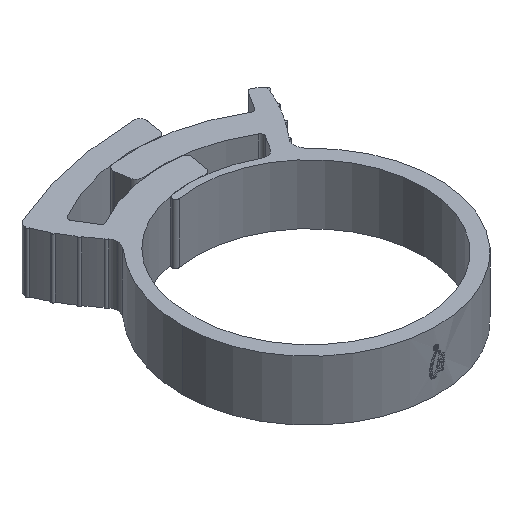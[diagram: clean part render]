
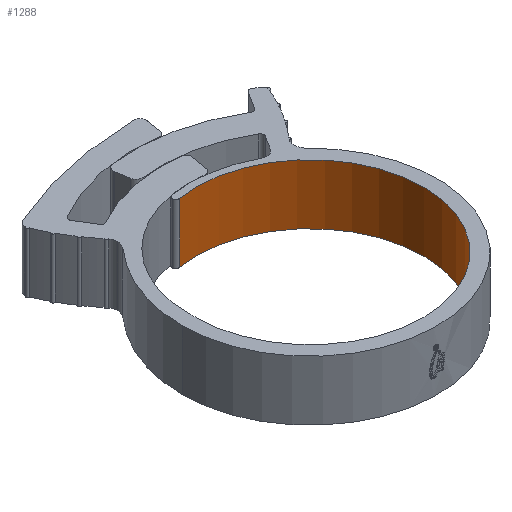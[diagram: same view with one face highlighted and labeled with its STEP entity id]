
A CAD part, isometric view. The second image highlights one B-rep face of the part: STEP entity #1288.
In plain terms, the highlighted cylindrical face has radius 17.65 mm (diameter 35.3 mm), a partial arc.
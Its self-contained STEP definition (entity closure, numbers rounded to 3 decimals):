
#188 = CYLINDRICAL_SURFACE ( 'NONE', #250, 17.65 ) ;
#250 = AXIS2_PLACEMENT_3D ( 'NONE', #4266, #1798, #1724 ) ;
#347 = CARTESIAN_POINT ( 'NONE',  ( -2.9, 17.41, 4.65 ) ) ;
#659 = DIRECTION ( 'NONE',  ( 0., 0., -1. ) ) ;
#919 = EDGE_CURVE ( 'NONE', #6180, #5940, #1067, .T. ) ;
#975 = DIRECTION ( 'NONE',  ( -1., 0., 0. ) ) ;
#1067 = LINE ( 'NONE', #5631, #6425 ) ;
#1129 = DIRECTION ( 'NONE',  ( -1., 0., 0. ) ) ;
#1222 = AXIS2_PLACEMENT_3D ( 'NONE', #3106, #4114, #975 ) ;
#1288 = ADVANCED_FACE ( 'NONE', ( #4761 ), #188, .F. ) ;
#1724 = DIRECTION ( 'NONE',  ( -1., 0., 0. ) ) ;
#1738 = EDGE_CURVE ( 'NONE', #5028, #5940, #5482, .T. ) ;
#1798 = DIRECTION ( 'NONE',  ( 0., 0., -1. ) ) ;
#2204 = CARTESIAN_POINT ( 'NONE',  ( -17.65, 0., 4.65 ) ) ;
#2792 = EDGE_CURVE ( 'NONE', #2851, #6180, #6443, .T. ) ;
#2851 = VERTEX_POINT ( 'NONE', #4674 ) ;
#3106 = CARTESIAN_POINT ( 'NONE',  ( 0., 0., 4.65 ) ) ;
#3259 = CARTESIAN_POINT ( 'NONE',  ( -2.9, 17.41, -4.65 ) ) ;
#4114 = DIRECTION ( 'NONE',  ( 0., 0., -1. ) ) ;
#4140 = EDGE_LOOP ( 'NONE', ( #4616, #4340, #5269, #4256 ) ) ;
#4256 = ORIENTED_EDGE ( 'NONE', *, *, #6015, .T. ) ;
#4266 = CARTESIAN_POINT ( 'NONE',  ( 0., 0., 4.65 ) ) ;
#4317 = AXIS2_PLACEMENT_3D ( 'NONE', #4528, #659, #1129 ) ;
#4340 = ORIENTED_EDGE ( 'NONE', *, *, #919, .F. ) ;
#4473 = LINE ( 'NONE', #347, #5609 ) ;
#4528 = CARTESIAN_POINT ( 'NONE',  ( 0., 0., -4.65 ) ) ;
#4532 = DIRECTION ( 'NONE',  ( 0., 0., -1. ) ) ;
#4616 = ORIENTED_EDGE ( 'NONE', *, *, #1738, .T. ) ;
#4674 = CARTESIAN_POINT ( 'NONE',  ( -2.9, 17.41, 4.65 ) ) ;
#4691 = CARTESIAN_POINT ( 'NONE',  ( -17.65, 0., -4.65 ) ) ;
#4761 = FACE_OUTER_BOUND ( 'NONE', #4140, .T. ) ;
#5028 = VERTEX_POINT ( 'NONE', #3259 ) ;
#5269 = ORIENTED_EDGE ( 'NONE', *, *, #2792, .F. ) ;
#5482 = CIRCLE ( 'NONE', #4317, 17.65 ) ;
#5609 = VECTOR ( 'NONE', #4532, 1000. ) ;
#5631 = CARTESIAN_POINT ( 'NONE',  ( -17.65, 0., 4.65 ) ) ;
#5940 = VERTEX_POINT ( 'NONE', #4691 ) ;
#6015 = EDGE_CURVE ( 'NONE', #2851, #5028, #4473, .T. ) ;
#6162 = DIRECTION ( 'NONE',  ( 0., 0., -1. ) ) ;
#6180 = VERTEX_POINT ( 'NONE', #2204 ) ;
#6425 = VECTOR ( 'NONE', #6162, 1000. ) ;
#6443 = CIRCLE ( 'NONE', #1222, 17.65 ) ;
